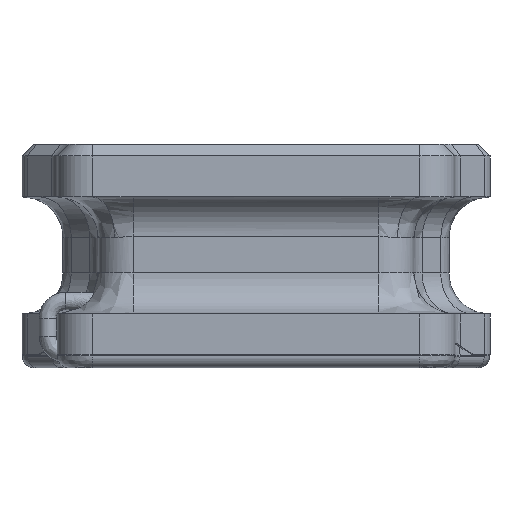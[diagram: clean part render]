
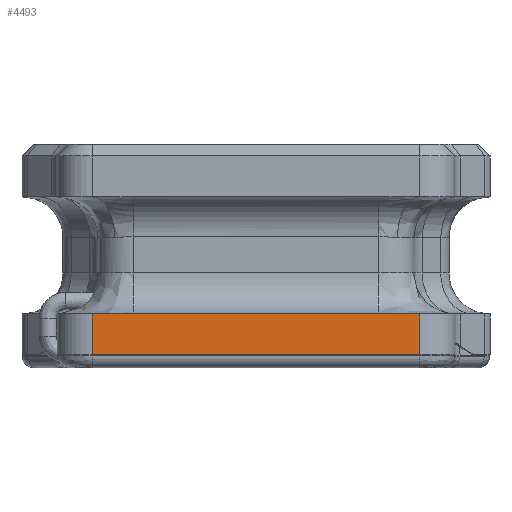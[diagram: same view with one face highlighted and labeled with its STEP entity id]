
A CAD part, left-side view. The second image highlights one B-rep face of the part: STEP entity #4493.
In plain terms, the highlighted free-form (B-spline) face has degree [1, 1] with [2, 2] control points.
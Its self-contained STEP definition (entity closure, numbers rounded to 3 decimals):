
#2369 = VERTEX_POINT('',#2370);
#2370 = CARTESIAN_POINT('',(-1.748,1.261,0.421
    ));
#2376 = EDGE_CURVE('',#2377,#2369,#2379,.T.);
#2377 = VERTEX_POINT('',#2378);
#2378 = CARTESIAN_POINT('',(-1.748,0.946,0.421
    ));
#2379 = B_SPLINE_CURVE_WITH_KNOTS('',1,(#2380,#2381),.UNSPECIFIED.,.F.,
  .F.,(2,2),(2.477,2.793),.PIECEWISE_BEZIER_KNOTS.);
#2380 = CARTESIAN_POINT('',(-1.748,0.946,0.421
    ));
#2381 = CARTESIAN_POINT('',(-1.748,1.261,0.421
    ));
#4235 = VERTEX_POINT('',#4236);
#4236 = CARTESIAN_POINT('',(-1.748,-0.946,
    0.421));
#4242 = EDGE_CURVE('',#4243,#4235,#4245,.T.);
#4243 = VERTEX_POINT('',#4244);
#4244 = CARTESIAN_POINT('',(-1.748,-1.261,
    0.421));
#4245 = B_SPLINE_CURVE_WITH_KNOTS('',1,(#4246,#4247),.UNSPECIFIED.,.F.,
  .F.,(2,2),(0.27,0.586),.PIECEWISE_BEZIER_KNOTS.);
#4246 = CARTESIAN_POINT('',(-1.748,-1.261,
    0.421));
#4247 = CARTESIAN_POINT('',(-1.748,-0.946,
    0.421));
#4493 = ADVANCED_FACE('',(#4494),#4522,.F.);
#4494 = FACE_BOUND('',#4495,.T.);
#4495 = EDGE_LOOP('',(#4496,#4503,#4510,#4515,#4516,#4521));
#4496 = ORIENTED_EDGE('',*,*,#4497,.T.);
#4497 = EDGE_CURVE('',#2369,#4498,#4500,.T.);
#4498 = VERTEX_POINT('',#4499);
#4499 = CARTESIAN_POINT('',(-1.748,1.261,0.106
    ));
#4500 = B_SPLINE_CURVE_WITH_KNOTS('',1,(#4501,#4502),.UNSPECIFIED.,.F.,
  .F.,(2,2),(1.306,1.622),.PIECEWISE_BEZIER_KNOTS.);
#4501 = CARTESIAN_POINT('',(-1.748,1.261,0.421
    ));
#4502 = CARTESIAN_POINT('',(-1.748,1.261,0.106
    ));
#4503 = ORIENTED_EDGE('',*,*,#4504,.T.);
#4504 = EDGE_CURVE('',#4498,#4505,#4507,.T.);
#4505 = VERTEX_POINT('',#4506);
#4506 = CARTESIAN_POINT('',(-1.748,-1.261,
    0.106));
#4507 = B_SPLINE_CURVE_WITH_KNOTS('',1,(#4508,#4509),.UNSPECIFIED.,.F.,
  .F.,(2,2),(0.541,3.063),.PIECEWISE_BEZIER_KNOTS.);
#4508 = CARTESIAN_POINT('',(-1.748,1.261,0.106
    ));
#4509 = CARTESIAN_POINT('',(-1.748,-1.261,
    0.106));
#4510 = ORIENTED_EDGE('',*,*,#4511,.T.);
#4511 = EDGE_CURVE('',#4505,#4243,#4512,.T.);
#4512 = B_SPLINE_CURVE_WITH_KNOTS('',1,(#4513,#4514),.UNSPECIFIED.,.F.,
  .F.,(2,2),(-1.622,-1.306),.PIECEWISE_BEZIER_KNOTS.);
#4513 = CARTESIAN_POINT('',(-1.748,-1.261,
    0.106));
#4514 = CARTESIAN_POINT('',(-1.748,-1.261,
    0.421));
#4515 = ORIENTED_EDGE('',*,*,#4242,.T.);
#4516 = ORIENTED_EDGE('',*,*,#4517,.T.);
#4517 = EDGE_CURVE('',#4235,#2377,#4518,.T.);
#4518 = B_SPLINE_CURVE_WITH_KNOTS('',1,(#4519,#4520),.UNSPECIFIED.,.F.,
  .F.,(2,2),(0.586,2.477),.PIECEWISE_BEZIER_KNOTS.);
#4519 = CARTESIAN_POINT('',(-1.748,-0.946,
    0.421));
#4520 = CARTESIAN_POINT('',(-1.748,0.946,0.421
    ));
#4521 = ORIENTED_EDGE('',*,*,#2376,.T.);
#4522 = B_SPLINE_SURFACE_WITH_KNOTS('',1,1,(
    (#4523,#4524)
    ,(#4525,#4526
    )),.UNSPECIFIED.,.F.,.F.,.F.,(2,2),(2,2),(-3.063,
    -0.541),(-1.622,-1.306),
  .PIECEWISE_BEZIER_KNOTS.);
#4523 = CARTESIAN_POINT('',(-1.748,-1.261,
    0.106));
#4524 = CARTESIAN_POINT('',(-1.748,-1.261,
    0.421));
#4525 = CARTESIAN_POINT('',(-1.748,1.261,0.106
    ));
#4526 = CARTESIAN_POINT('',(-1.748,1.261,0.421
    ));
